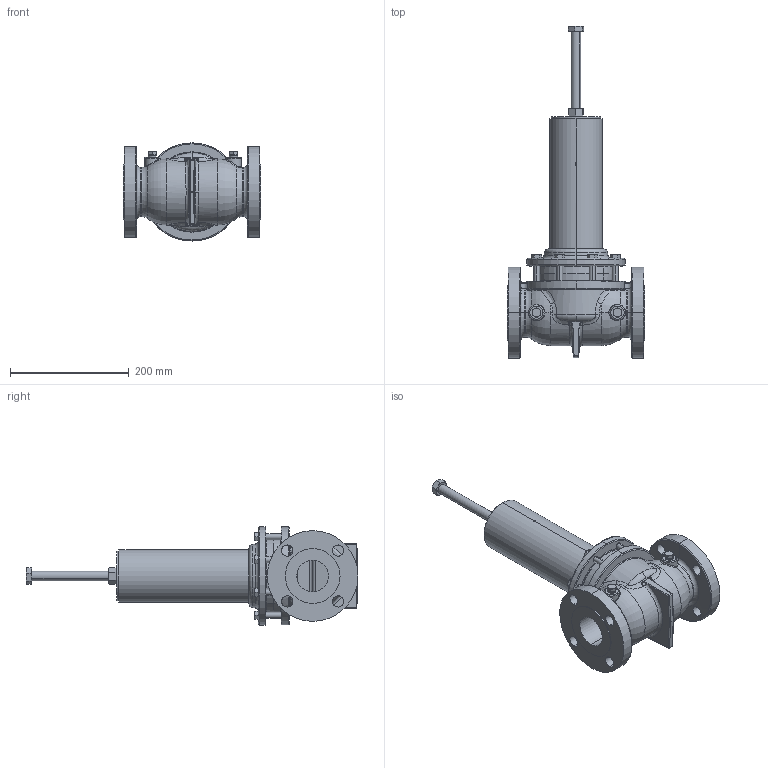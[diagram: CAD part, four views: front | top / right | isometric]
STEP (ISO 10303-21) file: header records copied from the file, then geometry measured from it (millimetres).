
FILE_DESCRIPTION (( 'STEP AP203' ), '1' );
FILE_NAME ('2 INCH 202 FMT BP5 S (ALY2).STEP', '2016-04-07T15:14:37', ( 'PCTech' ), ( 'Microsoft' ), 'SwSTEP 2.0', 'SolidWorks 2015', '' );
FILE_SCHEMA (( 'CONFIG_CONTROL_DESIGN' ));
Length unit declared in the file: inch
Products named in the file (1): 2 INCH 202 FMT BP5 S (ALY2)
Bounding box: 231.78 x 558.29 x 165.1 mm (x, y, z)
Volume: 4201191.4 mm3; surface area: 347056.7 mm2
Topology: 1 solids, 1 shells, 593 faces, 1405 edges, 828 vertices
Faces by surface type: bspline 134, cone 129, plane 129, cylinder 127, torus 66, sphere 8
Entity records: 27341 total; most frequent: CARTESIAN_POINT 14962, ORIENTED_EDGE 2782, DIRECTION 2277, EDGE_CURVE 1391, AXIS2_PLACEMENT_3D 997, VERTEX_POINT 827, EDGE_LOOP 652, FACE_OUTER_BOUND 593
